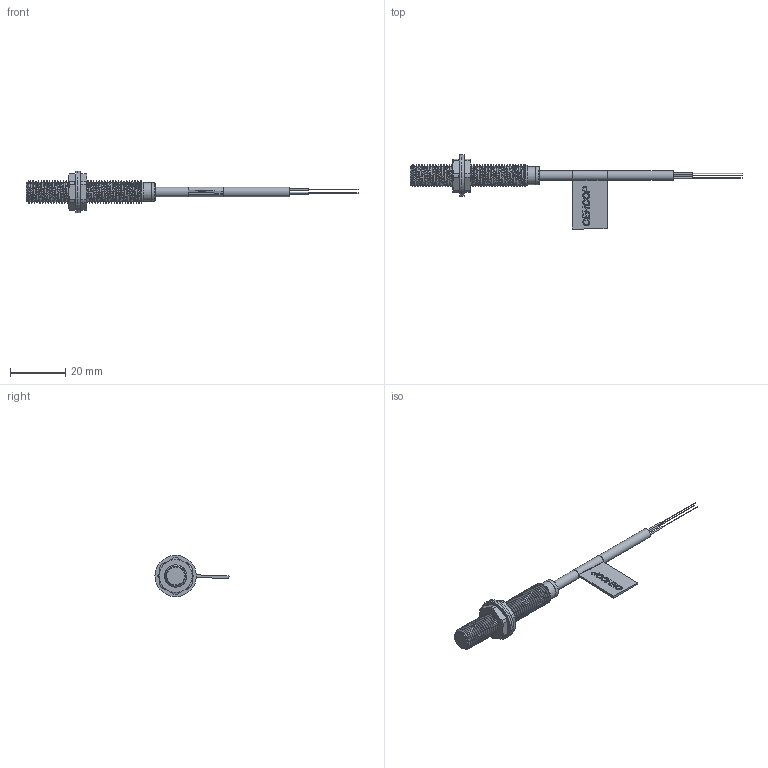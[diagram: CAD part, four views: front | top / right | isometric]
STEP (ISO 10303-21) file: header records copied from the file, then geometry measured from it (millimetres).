
FILE_DESCRIPTION(/* description */ ('Unknown'),/* implementation_level */ '2;1');
FILE_NAME(/* name */ '_VBI-M08-45U',/* time_stamp */ '2021-01-25T13:24:38+05:00',/* author */ ('Unknown'),/* organization */ ('Unknown'),/* preprocessor_version */ 'ST-DEVELOPER v16.7',/* originating_system */ 'Solid Edge',/* authorisation */ 'Unknown');
FILE_SCHEMA (('AUTOMOTIVE_DESIGN {1 0 10303 214 3 1 1}'));
Length unit declared in the file: millimetre
Products named in the file (12): 11.146.000 (1Ó); À0.010 Êîðïóñ; 11.401.000 Ñáîðêà ïëàòû ïå÷àòíîé; ïëàòà À ÈÌ08; ×àøêà áðîíåâ ñåðä 5,6õ3,7; Ä0.016 Äåðæàòåëü Ì08; Ã1.018 Êîëïà÷îê; Á0.120 Êðûøêà; Ê1.006 Ãàéêà Ì8õ1; 椯鴀殣罻; Washer_DIN_6797_J_8.4_v10.50; Ý6.005 Êàáåëü
Assembly tree (13 placements, depth 3):
  11.146.000 (1Ó)
    À0.010 Êîðïóñ
    11.401.000 Ñáîðêà ïëàòû ïå÷àòíîé
      ïëàòà À ÈÌ08
      ×àøêà áðîíåâ ñåðä 5,6õ3,7
      Ä0.016 Äåðæàòåëü Ì08
      Ã1.018 Êîëïà÷îê
    Á0.120 Êðûøêà
    Ê1.006 Ãàéêà Ì8õ1  x2
    椯鴀殣罻
    Washer_DIN_6797_J_8.4_v10.50  x2
    Ý6.005 Êàáåëü
Bounding box: 120.5 x 26.87 x 15 mm (x, y, z)
Volume: 2029.9 mm3; surface area: 6003.9 mm2
Topology: 12 solids, 12 shells, 395 faces, 952 edges, 604 vertices
Faces by surface type: plane 197, cylinder 125, cone 42, bspline 18, torus 9, sphere 4
Full cylindrical faces by diameter (mm): 0.2 x6, 0.5 x6, 1 x1, 1.5 x1, 2.5 x1, 3.5 x2, 3.8 x1, 4.5 x1, 5.5 x1, 5.58 x1, 5.7 x2, 6.39 x1, 6.4 x3, 6.52 x2, 6.6 x1, 6.65 x1, 6.87 x1, 6.917 x2, 15 x2
Entity records: 18703 total; most frequent: CARTESIAN_POINT 10421, DIRECTION 1498, ORIENTED_EDGE 1420, EDGE_CURVE 710, AXIS2_PLACEMENT_3D 548, VERTEX_POINT 482, EDGE_LOOP 430, FACE_BOUND 430
